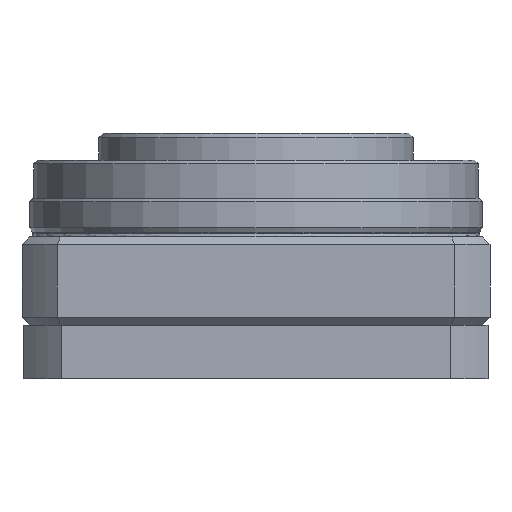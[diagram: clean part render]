
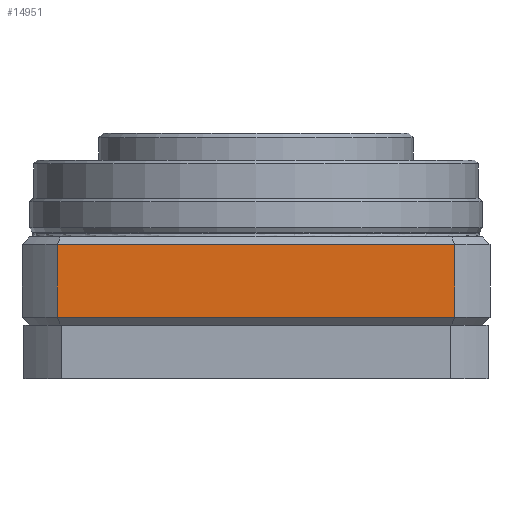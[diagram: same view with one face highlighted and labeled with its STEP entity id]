
A CAD part, front view. The second image highlights one B-rep face of the part: STEP entity #14951.
In plain terms, the highlighted planar face has unit normal (0, -1, 0).
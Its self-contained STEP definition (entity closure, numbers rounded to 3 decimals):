
#47 = CARTESIAN_POINT ( 'NONE',  ( -30.5, -30.5, 12.5 ) ) ;
#271 = LINE ( 'NONE', #27129, #25573 ) ;
#1127 = CARTESIAN_POINT ( 'NONE',  ( -30.5, -30.5, 3. ) ) ;
#1177 = CARTESIAN_POINT ( 'NONE',  ( -25.88, -30.5, 23.5 ) ) ;
#2451 = CARTESIAN_POINT ( 'NONE',  ( -30.5, -30.5, 23.5 ) ) ;
#4104 = VERTEX_POINT ( 'NONE', #13188 ) ;
#4284 = LINE ( 'NONE', #1127, #18325 ) ;
#4645 = VERTEX_POINT ( 'NONE', #18236 ) ;
#5051 = ORIENTED_EDGE ( 'NONE', *, *, #23292, .F. ) ;
#5768 = EDGE_LOOP ( 'NONE', ( #27793, #19323, #5051, #15728 ) ) ;
#5794 = FACE_OUTER_BOUND ( 'NONE', #5768, .T. ) ;
#5877 = VECTOR ( 'NONE', #24387, 1000. ) ;
#6076 = EDGE_CURVE ( 'NONE', #13840, #4104, #21065, .T. ) ;
#7161 = DIRECTION ( 'NONE',  ( 0., 1., 0. ) ) ;
#8117 = CARTESIAN_POINT ( 'NONE',  ( -25.88, -30.5, 3. ) ) ;
#9295 = EDGE_CURVE ( 'NONE', #13840, #16134, #4284, .T. ) ;
#10658 = LINE ( 'NONE', #47, #14643 ) ;
#11213 = DIRECTION ( 'NONE',  ( 1., 0., 0. ) ) ;
#12683 = DIRECTION ( 'NONE',  ( 1., 0., 0. ) ) ;
#13188 = CARTESIAN_POINT ( 'NONE',  ( -25.88, -30.5, 12.5 ) ) ;
#13840 = VERTEX_POINT ( 'NONE', #8117 ) ;
#14643 = VECTOR ( 'NONE', #11213, 1000. ) ;
#14951 = ADVANCED_FACE ( 'NONE', ( #5794 ), #16275, .F. ) ;
#15728 = ORIENTED_EDGE ( 'NONE', *, *, #27648, .F. ) ;
#16134 = VERTEX_POINT ( 'NONE', #27507 ) ;
#16275 = PLANE ( 'NONE',  #18894 ) ;
#18236 = CARTESIAN_POINT ( 'NONE',  ( 25.88, -30.5, 12.5 ) ) ;
#18325 = VECTOR ( 'NONE', #12683, 1000. ) ;
#18894 = AXIS2_PLACEMENT_3D ( 'NONE', #2451, #7161, #25478 ) ;
#19323 = ORIENTED_EDGE ( 'NONE', *, *, #9295, .T. ) ;
#21065 = LINE ( 'NONE', #1177, #5877 ) ;
#23292 = EDGE_CURVE ( 'NONE', #4645, #16134, #271, .T. ) ;
#24387 = DIRECTION ( 'NONE',  ( 0., 0., 1. ) ) ;
#25478 = DIRECTION ( 'NONE',  ( 0., 0., 1. ) ) ;
#25573 = VECTOR ( 'NONE', #29733, 1000. ) ;
#27129 = CARTESIAN_POINT ( 'NONE',  ( 25.88, -30.5, 23.5 ) ) ;
#27507 = CARTESIAN_POINT ( 'NONE',  ( 25.88, -30.5, 3. ) ) ;
#27648 = EDGE_CURVE ( 'NONE', #4104, #4645, #10658, .T. ) ;
#27793 = ORIENTED_EDGE ( 'NONE', *, *, #6076, .F. ) ;
#29733 = DIRECTION ( 'NONE',  ( 0., 0., -1. ) ) ;
